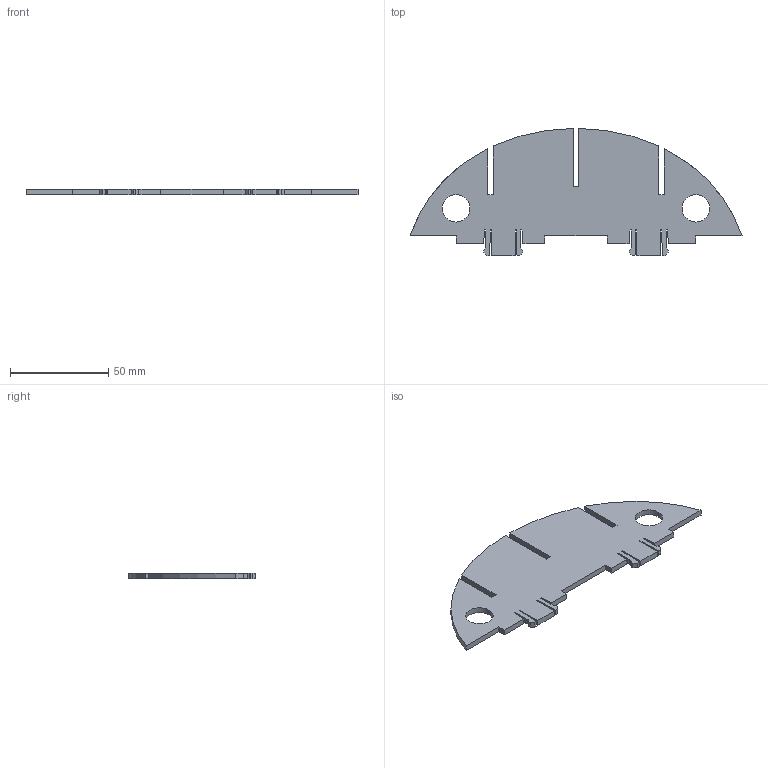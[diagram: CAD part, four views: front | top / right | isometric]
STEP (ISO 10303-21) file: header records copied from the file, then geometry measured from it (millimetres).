
FILE_DESCRIPTION (( 'STEP AP203' ), '1' );
FILE_NAME ('frame-4-5.step', '2015-02-17T13:03:51', ( 'Cesar' ), ( '' ), 'SwSTEP 2.0', 'SolidWorks 2013', '' );
FILE_SCHEMA (( 'CONFIG_CONTROL_DESIGN' ));
Length unit declared in the file: millimetre
Products named in the file (1): frame-4-5
Bounding box: 168.89 x 64.63 x 3 mm (x, y, z)
Volume: 20477.6 mm3; surface area: 16126.9 mm2
Topology: 1 solids, 1 shells, 76 faces, 222 edges, 148 vertices
Faces by surface type: plane 68, cylinder 4, bspline 4
Entity records: 2875 total; most frequent: CARTESIAN_POINT 791, ORIENTED_EDGE 444, DIRECTION 368, EDGE_CURVE 222, VECTOR 206, LINE 206, VERTEX_POINT 148, AXIS2_PLACEMENT_3D 81
